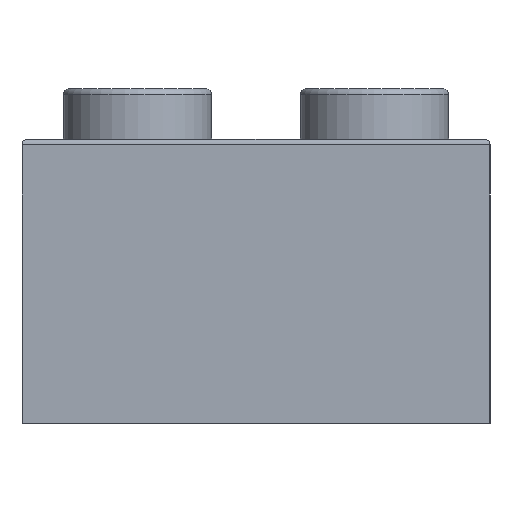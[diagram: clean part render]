
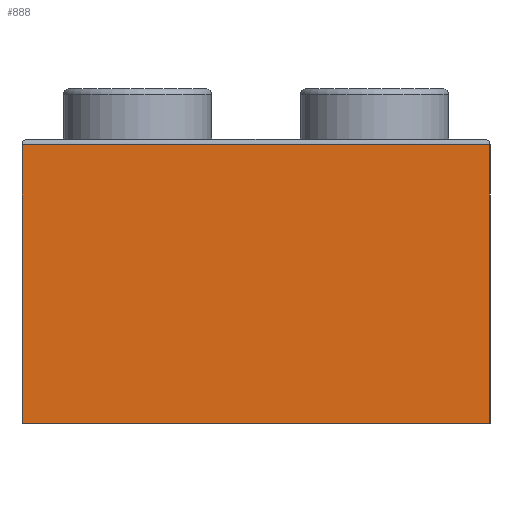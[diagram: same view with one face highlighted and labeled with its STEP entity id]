
A CAD part, left-side view. The second image highlights one B-rep face of the part: STEP entity #888.
In plain terms, the highlighted planar face has unit normal (-1, 0, 0).
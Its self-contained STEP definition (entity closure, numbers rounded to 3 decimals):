
#118=PLANE('',#974);
#155=FACE_OUTER_BOUND('',#222,.T.);
#222=EDGE_LOOP('',(#630,#631,#632,#633));
#318=LINE('',#1464,#368);
#320=LINE('',#1468,#370);
#321=LINE('',#1470,#371);
#322=LINE('',#1471,#372);
#368=VECTOR('',#1132,10.);
#370=VECTOR('',#1136,10.);
#371=VECTOR('',#1137,10.);
#372=VECTOR('',#1138,10.);
#415=VERTEX_POINT('',#1448);
#419=VERTEX_POINT('',#1460);
#420=VERTEX_POINT('',#1467);
#421=VERTEX_POINT('',#1469);
#502=EDGE_CURVE('',#415,#419,#318,.T.);
#504=EDGE_CURVE('',#420,#415,#320,.T.);
#505=EDGE_CURVE('',#420,#421,#321,.T.);
#506=EDGE_CURVE('',#421,#419,#322,.T.);
#630=ORIENTED_EDGE('',*,*,#502,.F.);
#631=ORIENTED_EDGE('',*,*,#504,.F.);
#632=ORIENTED_EDGE('',*,*,#505,.T.);
#633=ORIENTED_EDGE('',*,*,#506,.T.);
#888=ADVANCED_FACE('',(#155),#118,.T.);
#974=AXIS2_PLACEMENT_3D('',#1466,#1134,#1135);
#1132=DIRECTION('',(0.,-1.,0.));
#1134=DIRECTION('center_axis',(-1.,0.,0.));
#1135=DIRECTION('ref_axis',(0.,-1.,0.));
#1136=DIRECTION('',(0.,0.,1.));
#1137=DIRECTION('',(0.,-1.,0.));
#1138=DIRECTION('',(0.,0.,1.));
#1448=CARTESIAN_POINT('',(0.,15.8,9.4));
#1460=CARTESIAN_POINT('',(0.,0.,9.4));
#1464=CARTESIAN_POINT('',(0.,11.85,9.4));
#1466=CARTESIAN_POINT('Origin',(0.,15.8,0.));
#1467=CARTESIAN_POINT('',(0.,15.8,0.));
#1468=CARTESIAN_POINT('',(0.,15.8,0.));
#1469=CARTESIAN_POINT('',(0.,0.,0.));
#1470=CARTESIAN_POINT('',(0.,15.8,0.));
#1471=CARTESIAN_POINT('',(0.,0.,0.));
